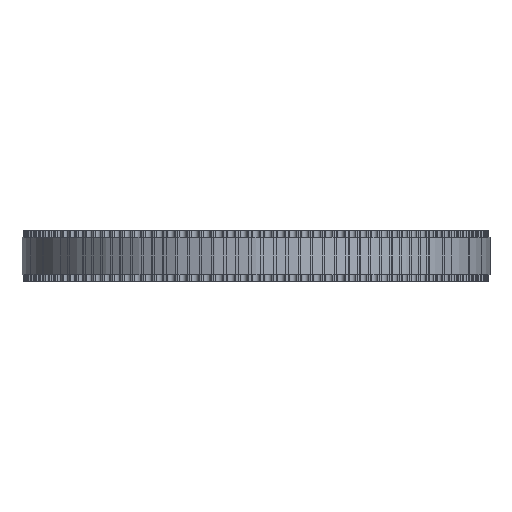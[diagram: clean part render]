
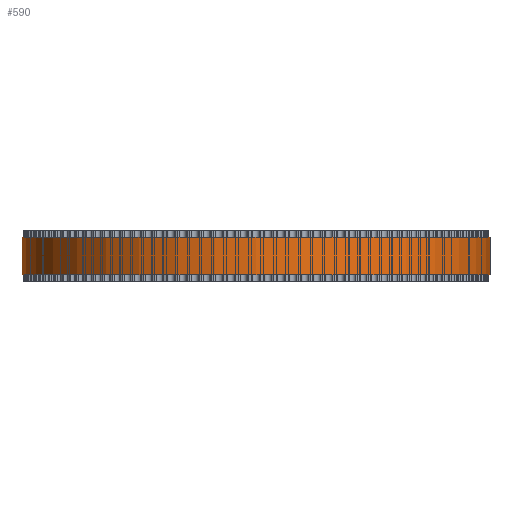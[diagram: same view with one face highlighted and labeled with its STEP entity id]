
A CAD part, front view. The second image highlights one B-rep face of the part: STEP entity #590.
In plain terms, the highlighted cylindrical face has radius 37.242 mm (diameter 74.485 mm), a full revolution.
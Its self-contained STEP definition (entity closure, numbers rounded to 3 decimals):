
#97=FACE_BOUND('',#2000,.T.);
#98=FACE_BOUND('',#2001,.T.);
#590=ADVANCED_FACE('',(#97,#98),#1059,.T.);
#1059=CYLINDRICAL_SURFACE('',#10439,37.242);
#2000=EDGE_LOOP('',(#5746));
#2001=EDGE_LOOP('',(#5747));
#5746=ORIENTED_EDGE('',*,*,#8090,.T.);
#5747=ORIENTED_EDGE('',*,*,#8091,.T.);
#6684=VERTEX_POINT('',#16540);
#6685=VERTEX_POINT('',#16542);
#8090=EDGE_CURVE('',#6684,#6684,#9028,.T.);
#8091=EDGE_CURVE('',#6685,#6685,#9029,.T.);
#9028=CIRCLE('',#10437,37.242);
#9029=CIRCLE('',#10438,37.242);
#10437=AXIS2_PLACEMENT_3D('',#16539,#13722,#13723);
#10438=AXIS2_PLACEMENT_3D('',#16541,#13724,#13725);
#10439=AXIS2_PLACEMENT_3D('',#16543,#13726,#13727);
#13722=DIRECTION('',(0.,0.,1.));
#13723=DIRECTION('',(1.,0.,0.));
#13724=DIRECTION('',(0.,0.,-1.));
#13725=DIRECTION('',(1.,0.,0.));
#13726=DIRECTION('',(0.,0.,1.));
#13727=DIRECTION('',(1.,0.,0.));
#16539=CARTESIAN_POINT('',(0.,0.,1.));
#16540=CARTESIAN_POINT('',(37.242,0.,1.));
#16541=CARTESIAN_POINT('',(0.,0.,7.));
#16542=CARTESIAN_POINT('',(37.242,0.,7.));
#16543=CARTESIAN_POINT('',(0.,0.,1.));
